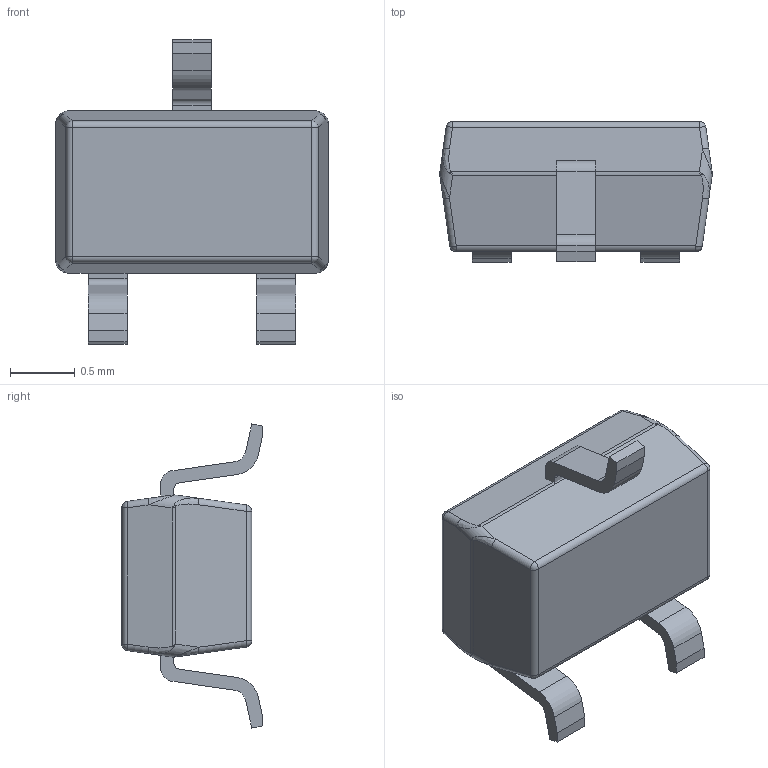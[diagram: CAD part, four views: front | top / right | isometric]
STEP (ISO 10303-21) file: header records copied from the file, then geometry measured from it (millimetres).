
FILE_DESCRIPTION (( 'STEP AP214' ), '1' );
FILE_NAME ('SOT323M.STEP', '2022-09-07T17:22:56', ( '' ), ( '' ), 'SwSTEP 2.0', 'SolidWorks 2022', '' );
FILE_SCHEMA (( 'AUTOMOTIVE_DESIGN' ));
Length unit declared in the file: millimetre
Products named in the file (1): SOT323M
Bounding box: 2.1 x 1.08 x 2.34 mm (x, y, z)
Volume: 2.5 mm3; surface area: 13.3 mm2
Topology: 3 solids, 3 shells, 193 faces, 508 edges, 312 vertices
Faces by surface type: bspline 85, plane 64, cylinder 36, sphere 8
Entity records: 10338 total; most frequent: CARTESIAN_POINT 5419, ORIENTED_EDGE 984, DIRECTION 606, EDGE_CURVE 492, VERTEX_POINT 312, VECTOR 256, LINE 256, EDGE_LOOP 200
